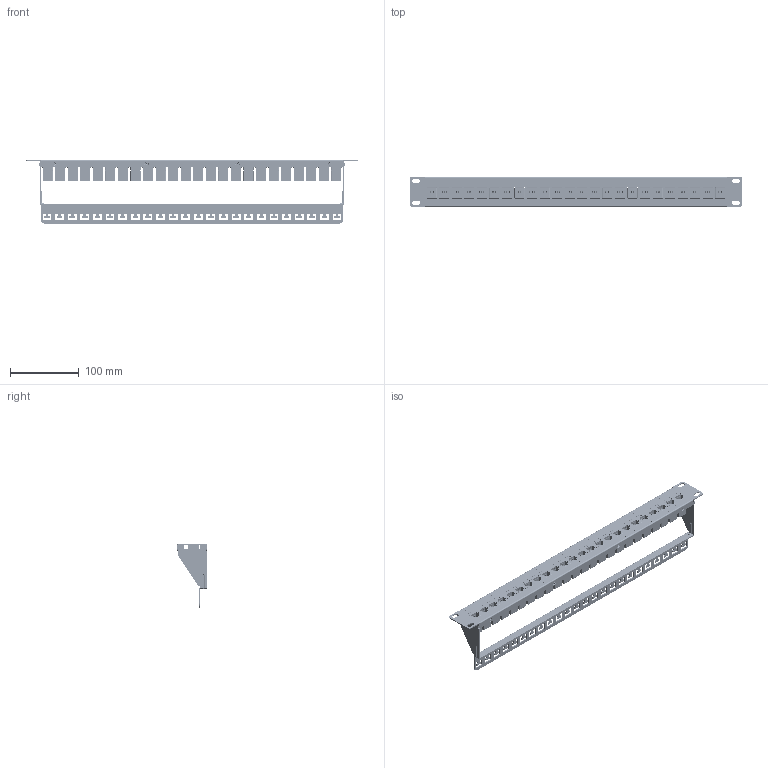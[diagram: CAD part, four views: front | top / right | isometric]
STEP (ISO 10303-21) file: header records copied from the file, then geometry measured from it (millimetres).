
FILE_DESCRIPTION (( 'STEP AP214' ), '1' );
FILE_NAME ('PR175-SC6-24-CM.STEP', '2019-04-19T12:10:58', ( '' ), ( '' ), 'SwSTEP 2.0', 'SolidWorks 2018', '' );
FILE_SCHEMA (( 'AUTOMOTIVE_DESIGN' ));
Length unit declared in the file: inch
Products named in the file (6): TDG1026KS-C6_New Logo - Latch Depressed; PR175-24KS-CM_MA2; PR175-SC6-24-CM; PR175-24SKS-CM_MA1; PR175-24SKS-CM; 1AJ02-130_92010A112
Assembly tree (35 placements, depth 3):
  PR175-SC6-24-CM
    PR175-24SKS-CM
      PR175-24SKS-CM_MA1
      PR175-24KS-CM_MA2
      1AJ02-130_92010A112  x8
    TDG1026KS-C6_New Logo - Latch Depressed  x24
Bounding box: 482.6 x 43.82 x 92.46 mm (x, y, z)
Volume: 208063.3 mm3; surface area: 211936.4 mm2
Topology: 35 solids, 35 shells, 12333 faces, 34043 edges, 22104 vertices
Faces by surface type: plane 6752, bspline 3923, cylinder 1214, sphere 200, cone 136, torus 108
Entity records: 124490 total; most frequent: CARTESIAN_POINT 53537, ORIENTED_EDGE 13000, DIRECTION 9054, EDGE_CURVE 6500, VECTOR 4620, LINE 4620, VERTEX_POINT 4264, EDGE_LOOP 2770
